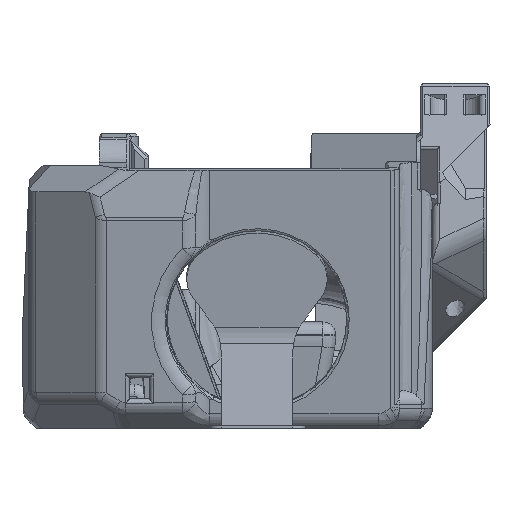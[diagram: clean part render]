
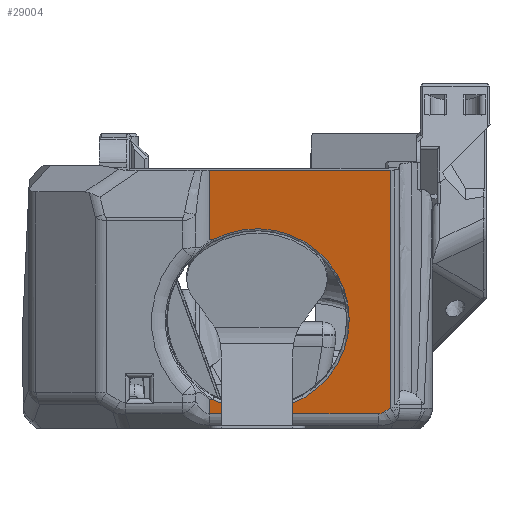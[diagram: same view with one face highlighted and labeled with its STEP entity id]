
A CAD part, left-side view. The second image highlights one B-rep face of the part: STEP entity #29004.
In plain terms, the highlighted planar face has unit normal (-0.985, 0, -0.174).
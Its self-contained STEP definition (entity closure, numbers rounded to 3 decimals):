
#1067=B_SPLINE_CURVE_WITH_KNOTS('',3,(#44869,#44870,#44871,#44872),
 .UNSPECIFIED.,.F.,.F.,(4,4),(0.,0.382),.UNSPECIFIED.);
#1076=B_SPLINE_CURVE_WITH_KNOTS('',3,(#45129,#45130,#45131,#45132),
 .UNSPECIFIED.,.F.,.F.,(4,4),(0.618,1.),.UNSPECIFIED.);
#1681=CIRCLE('',#30571,14.4);
#2518=ELLIPSE('',#31076,3.203,2.);
#4808=ORIENTED_EDGE('',*,*,#12972,.F.);
#4809=ORIENTED_EDGE('',*,*,#12192,.T.);
#4810=ORIENTED_EDGE('',*,*,#13088,.T.);
#4811=ORIENTED_EDGE('',*,*,#13089,.F.);
#4812=ORIENTED_EDGE('',*,*,#13090,.T.);
#4813=ORIENTED_EDGE('',*,*,#13091,.T.);
#4814=ORIENTED_EDGE('',*,*,#13092,.F.);
#4815=ORIENTED_EDGE('',*,*,#13093,.T.);
#4816=ORIENTED_EDGE('',*,*,#12784,.F.);
#4817=ORIENTED_EDGE('',*,*,#12794,.F.);
#12192=EDGE_CURVE('',#16609,#16608,#1681,.T.);
#12784=EDGE_CURVE('',#17007,#17008,#19662,.T.);
#12794=EDGE_CURVE('',#17014,#17007,#19666,.T.);
#12972=EDGE_CURVE('',#16609,#17014,#1067,.F.);
#13088=EDGE_CURVE('',#16608,#17243,#1076,.T.);
#13089=EDGE_CURVE('',#17244,#17243,#19854,.T.);
#13090=EDGE_CURVE('',#17244,#17245,#19855,.T.);
#13091=EDGE_CURVE('',#17245,#17246,#2518,.T.);
#13092=EDGE_CURVE('',#17247,#17246,#19856,.T.);
#13093=EDGE_CURVE('',#17247,#17008,#19857,.T.);
#16608=VERTEX_POINT('',#41885);
#16609=VERTEX_POINT('',#41887);
#17007=VERTEX_POINT('',#44373);
#17008=VERTEX_POINT('',#44375);
#17014=VERTEX_POINT('',#44405);
#17243=VERTEX_POINT('',#45133);
#17244=VERTEX_POINT('',#45135);
#17245=VERTEX_POINT('',#45137);
#17246=VERTEX_POINT('',#45139);
#17247=VERTEX_POINT('',#45141);
#19662=LINE('',#44374,#22140);
#19666=LINE('',#44406,#22144);
#19854=LINE('',#45134,#22332);
#19855=LINE('',#45136,#22333);
#19856=LINE('',#45140,#22334);
#19857=LINE('',#45142,#22335);
#22140=VECTOR('',#34583,1000.);
#22144=VECTOR('',#34599,1000.);
#22332=VECTOR('',#35049,1000.);
#22333=VECTOR('',#35050,1000.);
#22334=VECTOR('',#35053,1000.);
#22335=VECTOR('',#35054,1000.);
#24540=EDGE_LOOP('',(#4808,#4809,#4810,#4811,#4812,#4813,#4814,#4815,#4816,
#4817));
#26360=FACE_BOUND('',#24540,.T.);
#27959=PLANE('',#31075);
#29004=ADVANCED_FACE('',(#26360),#27959,.F.);
#30571=AXIS2_PLACEMENT_3D('',#41886,#33602,#33603);
#31075=AXIS2_PLACEMENT_3D('',#45128,#35047,#35048);
#31076=AXIS2_PLACEMENT_3D('',#45138,#35051,#35052);
#33602=DIRECTION('',(0.985,0.,0.174));
#33603=DIRECTION('',(0.174,0.,-0.985));
#34583=DIRECTION('',(0.,-1.,0.));
#34599=DIRECTION('',(-0.174,0.,0.985));
#35047=DIRECTION('',(0.985,0.,0.174));
#35048=DIRECTION('',(-0.174,0.,0.985));
#35049=DIRECTION('',(-0.174,0.,0.985));
#35050=DIRECTION('',(0.,-1.,0.));
#35051=DIRECTION('',(-0.985,0.,-0.174));
#35052=DIRECTION('',(-0.165,-0.304,0.938));
#35053=DIRECTION('',(0.097,0.829,-0.551));
#35054=DIRECTION('',(-0.174,0.,0.985));
#41885=CARTESIAN_POINT('',(-28.264,11.767,4.533));
#41886=CARTESIAN_POINT('',(-30.458,4.853,16.973));
#41887=CARTESIAN_POINT('',(-32.651,11.767,29.413));
#44373=CARTESIAN_POINT('',(-34.572,12.27,40.304));
#44374=CARTESIAN_POINT('',(-34.572,24.853,40.304));
#44375=CARTESIAN_POINT('',(-34.572,-16.002,40.304));
#44405=CARTESIAN_POINT('',(-32.66,12.27,29.463));
#44406=CARTESIAN_POINT('',(-31.185,12.27,21.099));
#44869=CARTESIAN_POINT('',(-32.66,12.27,29.463));
#44870=CARTESIAN_POINT('',(-32.657,12.102,29.442));
#44871=CARTESIAN_POINT('',(-32.654,11.935,29.425));
#44872=CARTESIAN_POINT('',(-32.651,11.767,29.413));
#45128=CARTESIAN_POINT('',(-31.185,24.853,21.099));
#45129=CARTESIAN_POINT('',(-28.264,11.767,4.533));
#45130=CARTESIAN_POINT('',(-28.262,11.935,4.52));
#45131=CARTESIAN_POINT('',(-28.259,12.102,4.503));
#45132=CARTESIAN_POINT('',(-28.255,12.27,4.482));
#45133=CARTESIAN_POINT('',(-28.255,12.27,4.482));
#45134=CARTESIAN_POINT('',(-31.185,12.27,21.099));
#45135=CARTESIAN_POINT('',(-27.864,12.27,2.262));
#45136=CARTESIAN_POINT('',(-27.864,-14.655,2.262));
#45137=CARTESIAN_POINT('',(-27.864,-14.07,2.262));
#45138=CARTESIAN_POINT('',(-28.404,-14.652,5.326));
#45139=CARTESIAN_POINT('',(-27.923,-15.07,2.597));
#45140=CARTESIAN_POINT('',(-27.821,-14.199,2.018));
#45141=CARTESIAN_POINT('',(-28.032,-16.002,3.216));
#45142=CARTESIAN_POINT('',(-7.663,-16.002,-112.301));
